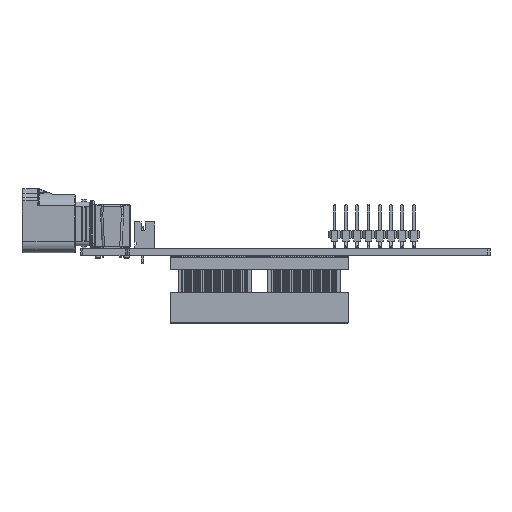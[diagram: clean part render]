
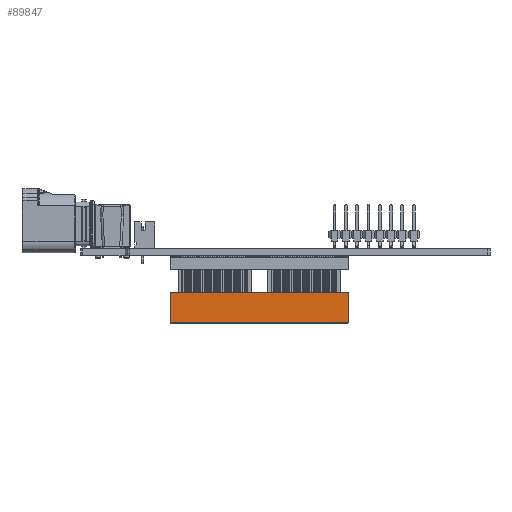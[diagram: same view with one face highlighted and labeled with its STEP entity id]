
A CAD part, front view. The second image highlights one B-rep face of the part: STEP entity #89847.
In plain terms, the highlighted face is planar.
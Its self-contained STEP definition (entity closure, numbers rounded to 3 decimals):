
#846=PLANE('',#94552);
#4826=FACE_OUTER_BOUND('',#9428,.T.);
#9428=EDGE_LOOP('',(#59593,#59594,#59595,#59596));
#14101=LINE('',#123031,#25758);
#14102=LINE('',#123033,#25759);
#14103=LINE('',#123035,#25760);
#14104=LINE('',#123036,#25761);
#25758=VECTOR('',#100306,1000.);
#25759=VECTOR('',#100307,1000.);
#25760=VECTOR('',#100308,1000.);
#25761=VECTOR('',#100309,1000.);
#38192=VERTEX_POINT('',#123029);
#38193=VERTEX_POINT('',#123030);
#38194=VERTEX_POINT('',#123032);
#38195=VERTEX_POINT('',#123034);
#46625=EDGE_CURVE('',#38192,#38193,#14101,.T.);
#46626=EDGE_CURVE('',#38194,#38192,#14102,.T.);
#46627=EDGE_CURVE('',#38195,#38194,#14103,.T.);
#46628=EDGE_CURVE('',#38193,#38195,#14104,.T.);
#59593=ORIENTED_EDGE('',*,*,#46625,.F.);
#59594=ORIENTED_EDGE('',*,*,#46626,.F.);
#59595=ORIENTED_EDGE('',*,*,#46627,.F.);
#59596=ORIENTED_EDGE('',*,*,#46628,.F.);
#89847=ADVANCED_FACE('',(#4826),#846,.F.);
#94552=AXIS2_PLACEMENT_3D('',#123028,#100304,#100305);
#100304=DIRECTION('center_axis',(0.,0.,1.));
#100305=DIRECTION('ref_axis',(1.,0.,0.));
#100306=DIRECTION('',(0.,-1.,0.));
#100307=DIRECTION('',(-1.,0.,0.));
#100308=DIRECTION('',(0.,1.,0.));
#100309=DIRECTION('',(1.,0.,0.));
#123028=CARTESIAN_POINT('Origin',(20.003,14.785,-2.985));
#123029=CARTESIAN_POINT('',(-20.003,14.785,-2.985));
#123030=CARTESIAN_POINT('',(-20.003,7.978,-2.985));
#123031=CARTESIAN_POINT('',(-20.003,14.785,-2.985));
#123032=CARTESIAN_POINT('',(20.003,14.785,-2.985));
#123033=CARTESIAN_POINT('',(20.003,14.785,-2.985));
#123034=CARTESIAN_POINT('',(20.003,7.978,-2.985));
#123035=CARTESIAN_POINT('',(20.003,14.785,-2.985));
#123036=CARTESIAN_POINT('',(20.003,7.978,-2.985));
